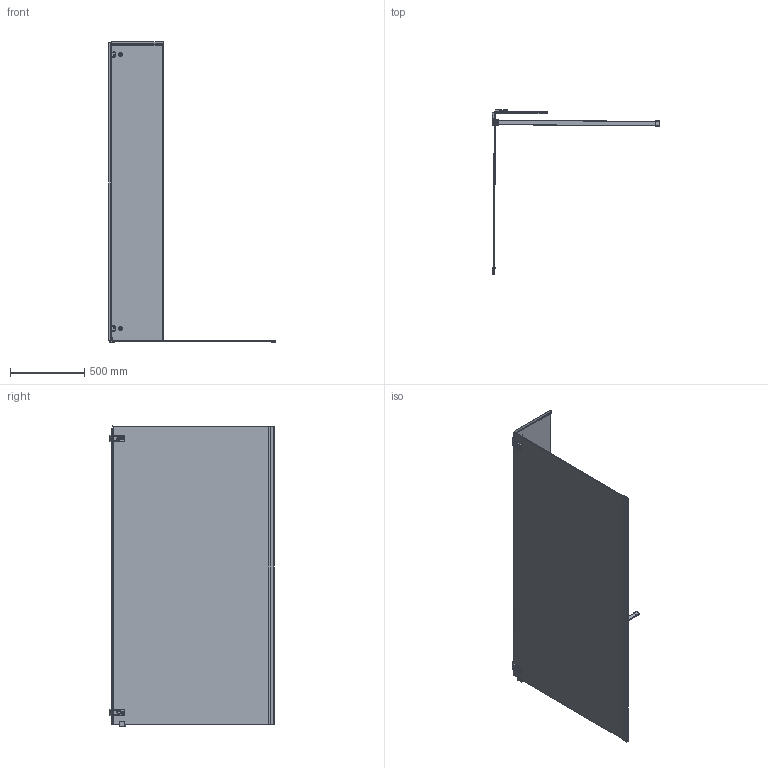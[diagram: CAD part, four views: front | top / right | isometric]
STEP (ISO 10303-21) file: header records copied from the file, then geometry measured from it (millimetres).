
FILE_DESCRIPTION((''),'2;1');
FILE_NAME('RBR4G_ASM','2019-09-17T',('admin'),(''),'PRO/ENGINEER BY PARAMETRIC TECHNOLOGY CORPORATION, 2010280','PRO/ENGINEER BY PARAMETRIC TECHNOLOGY CORPORATION, 2010280','');
FILE_SCHEMA(('CONFIG_CONTROL_DESIGN'));
Length unit declared in the file: millimetre
Products named in the file (24): RA058; RA273; RA288; RA447; C4_ASM; C5_ASM; MC288; SA292; MC288_ASM; RA280A_ASM; RA057; MC349; RA160; SW315-10; PB257X895; CK154; CK155; DE053; DC279; DE052_ASM; CK319; M5X5; CK112_ASM; RBR4G_ASM
Assembly tree (30 placements, depth 4):
  RBR4G_ASM
    RA058
    RA280A_ASM  x2
      C4_ASM
        RA273
        RA288
        RA447
      C5_ASM
        RA273
        RA447
      MC288_ASM
        MC288
        SA292
    RA057
    MC349
    RA160
    SW315-10  x2
    CK112_ASM
      PB257X895
      CK154
      CK155
      DE052_ASM  x2
        DE053
        DC279
      CK319
      M5X5  x2
Bounding box: 1127.41 x 1105.35 x 2022.35 mm (x, y, z)
Volume: 23220524.3 mm3; surface area: 6586227.7 mm2
Topology: 34 solids, 35 shells, 2647 faces, 6526 edges, 4017 vertices
Faces by surface type: plane 1138, cylinder 877, torus 215, sphere 160, bspline 157, cone 100
Entity records: 41553 total; most frequent: CARTESIAN_POINT 14614, DIRECTION 5608, ORIENTED_EDGE 5492, EDGE_CURVE 2748, AXIS2_PLACEMENT_3D 1956, VECTOR 1696, LINE 1696, VERTEX_POINT 1692
